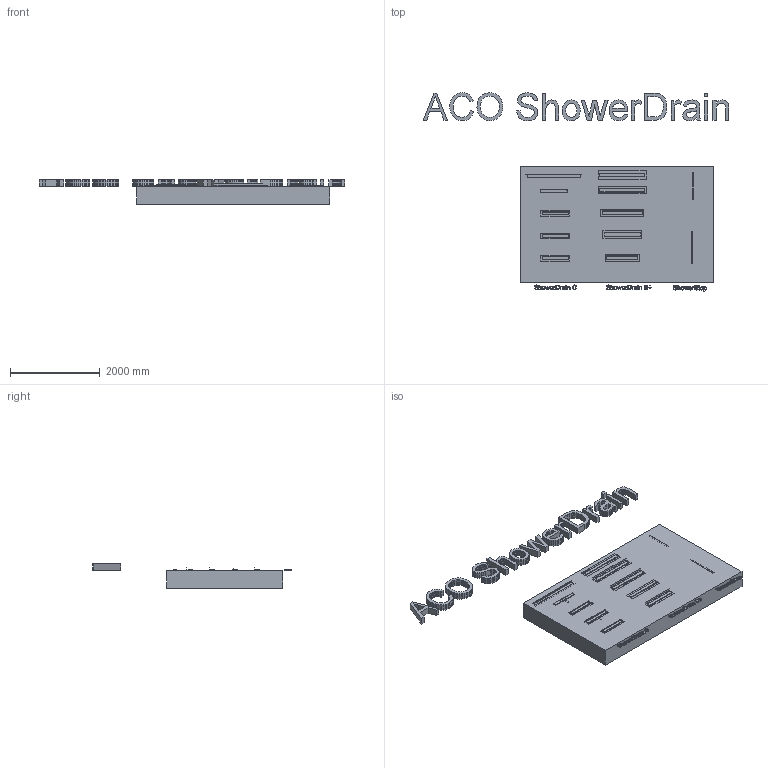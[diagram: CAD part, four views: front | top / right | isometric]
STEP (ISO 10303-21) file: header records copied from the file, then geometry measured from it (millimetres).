
FILE_DESCRIPTION(/* description */ (''),/* implementation_level */ '2;1');
FILE_NAME(/* name */ 'ACOShowerDrain.step',/* time_stamp */ '2024-03-12T15:39:18+01:00',/* author */ ('ndmes'),/* organization */ (''),/* preprocessor_version */ 'ST-DEVELOPER v18.1',/* originating_system */ 'Autodesk Inventor 2022',/* authorisation */ '');
FILE_SCHEMA (('CONFIG_CONTROL_DESIGN'));
Products named in the file (61): ACOShowerDrain; ACOShowerDrain_1; ACOShowerDrain_1_1; ACOShowerDrain_2; ACOShowerDrain_3; ACOShowerDrain_4; ACOShowerDrain_5; ACOShowerDrain_6; ACOShowerDrain_7; ACOShowerDrain_8; ACOShowerDrain_9; ACOShowerDrain_10; ACOShowerDrain_11; ACOShowerDrain_12; ACOShowerDrain_13; ACOShowerDrain_14; ACOShowerDrain_15; ACOShowerDrain_16; ACOShowerDrain_17; ACOShowerDrain_18; ACOShowerDrain_19; ACOShowerDrain_20; ACOShowerDrain_21; ACOShowerDrain_22; ACOShowerDrain_23; ACOShowerDrain_24; ACOShowerDrain_25; ACOShowerDrain_26; ACOShowerDrain_27; ACOShowerDrain_28; ACOShowerDrain_29; ACOShowerDrain_30; ACOShowerDrain_31; ACOShowerDrain_32; ACOShowerDrain_33; ACOShowerDrain_34; ACOShowerDrain_35; ACOShowerDrain_36; ACOShowerDrain_37; ACOShowerDrain_38 ...
Assembly tree (60 placements, depth 2):
  ACOShowerDrain
    ACOShowerDrain_1
    ACOShowerDrain_1_1
    ACOShowerDrain_2
    ACOShowerDrain_3
    ACOShowerDrain_4
    ACOShowerDrain_5
    ACOShowerDrain_6
    ACOShowerDrain_7
    ACOShowerDrain_8
    ACOShowerDrain_9
    ACOShowerDrain_10
    ACOShowerDrain_11
    ACOShowerDrain_12
    ACOShowerDrain_13
    ACOShowerDrain_14
    ACOShowerDrain_15
    ACOShowerDrain_16
    ACOShowerDrain_17
    ACOShowerDrain_18
    ACOShowerDrain_19
    ACOShowerDrain_20
    ACOShowerDrain_21
    ACOShowerDrain_22
    ACOShowerDrain_23
    ACOShowerDrain_24
    ACOShowerDrain_25
    ACOShowerDrain_26
    ACOShowerDrain_27
    ACOShowerDrain_28
    ACOShowerDrain_29
    ACOShowerDrain_30
    ACOShowerDrain_31
    ACOShowerDrain_32
    ACOShowerDrain_33
    ACOShowerDrain_34
    ACOShowerDrain_35
    ACOShowerDrain_36
    ACOShowerDrain_37
    ACOShowerDrain_38
    ACOShowerDrain_39
    ACOShowerDrain_40
    ACOShowerDrain_41
    ACOShowerDrain_42
    ACOShowerDrain_43
    ACOShowerDrain_44
    ACOShowerDrain_45
    ACOShowerDrain_46
    ACOShowerDrain_47
    ACOShowerDrain_48
    ACOShowerDrain_49
    ACOShowerDrain_50
    ACOShowerDrain_51
    ACOShowerDrain_52
    ACOShowerDrain_53
    ACOShowerDrain_54
    ACOShowerDrain_55
    ACOShowerDrain_56
    ACOShowerDrain_57
    ACOShowerDrain_58
Bounding box: 6813.32 x 4419.71 x 550 mm (x, y, z)
Volume: 4664494744.3 mm3; surface area: 43298952 mm2
Topology: 113 solids, 118 shells, 2203 faces, 5800 edges, 3856 vertices
Faces by surface type: plane 2115, cylinder 61, torus 15, bspline 12
Full cylindrical faces by diameter (mm): 40 x2, 50 x8, 75 x5
Entity records: 69929 total; most frequent: CARTESIAN_POINT 12477, ORIENTED_EDGE 11600, DIRECTION 10597, EDGE_CURVE 5800, LINE 5621, VECTOR 5621, VERTEX_POINT 3856, AXIS2_PLACEMENT_3D 2488
